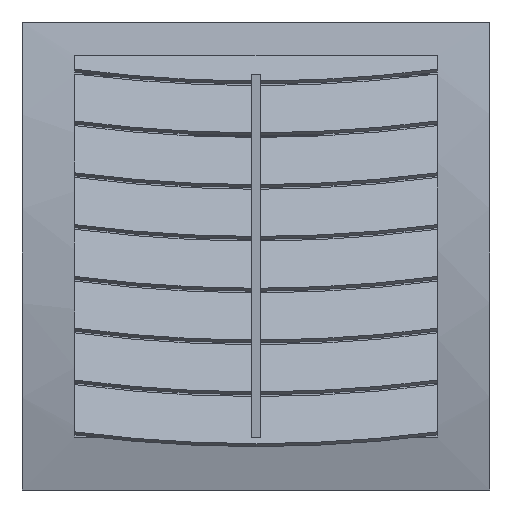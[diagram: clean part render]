
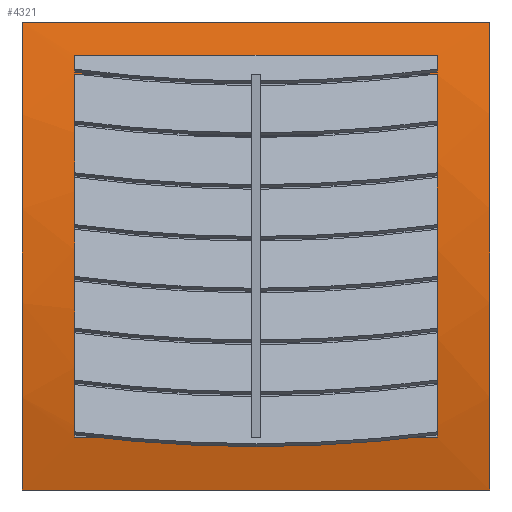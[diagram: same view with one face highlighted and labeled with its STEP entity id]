
A CAD part, front view. The second image highlights one B-rep face of the part: STEP entity #4321.
In plain terms, the highlighted cylindrical face has radius 293.8 mm (diameter 587.6 mm), a partial arc.
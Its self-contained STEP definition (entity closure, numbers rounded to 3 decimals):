
#1182=CARTESIAN_POINT('POINT87',(76.,-15.,-76.));
#1183=VERTEX_POINT('VERTEX87',#1182);
#1184=CARTESIAN_POINT('POINT88',(-76.,-15.,-76.));
#1185=VERTEX_POINT('VERTEX88',#1184);
#1186=CARTESIAN_POINT('POS130',(-76.,-15.,-76.));
#1187=DIRECTION('DIR191',(-1.,0.,
   0.));
#1188=VECTOR('VEC69',#1187,1.);
#1189=LINE('STRAIGHT69',#1186,#1188);
#1190=EDGE_CURVE('EDGE118',#1183,#1185,#1189,.T.);
#1213=CARTESIAN_POINT('POINT89',(-76.,-15.,76.));
#1214=VERTEX_POINT('VERTEX89',#1213);
#1223=CARTESIAN_POINT('POS135',(-76.,268.8,
   0.));
#1224=DIRECTION('DIR197',(1.,0.,0.));
#1225=DIRECTION('DIR198',(0.,-0.966,
   0.259));
#1226=AXIS2_PLACEMENT_3D('AXIS63',#1223,#1224,#1225);
#1227=CIRCLE('ELLIPSE31',#1226,293.8);
#1228=EDGE_CURVE('EDGE122',#1214,#1185,#1227,.T.);
#1248=CARTESIAN_POINT('POINT90',(76.,-15.,76.));
#1249=VERTEX_POINT('VERTEX90',#1248);
#1250=CARTESIAN_POINT('POS137',(76.,-15.,76.));
#1251=DIRECTION('DIR201',(1.,0.,
   0.));
#1252=VECTOR('VEC73',#1251,1.);
#1253=LINE('STRAIGHT73',#1250,#1252);
#1254=EDGE_CURVE('EDGE123',#1214,#1249,#1253,.T.);
#1275=CARTESIAN_POINT('POS140',(76.,268.8,
   0.));
#1276=DIRECTION('DIR205',(-1.,0.,0.));
#1277=DIRECTION('DIR206',(0.,-0.966,
   0.259));
#1278=AXIS2_PLACEMENT_3D('AXIS66',#1275,#1276,#1277);
#1279=CIRCLE('ELLIPSE32',#1278,293.8);
#1280=EDGE_CURVE('EDGE125',#1183,#1249,#1279,.T.);
#1300=CARTESIAN_POINT('POINT93',(1.5,
   -19.035,58.9));
#1301=VERTEX_POINT('VERTEX93',#1300);
#1304=CARTESIAN_POINT('POINT94',(-1.5,-19.035,
   58.9));
#1305=VERTEX_POINT('VERTEX94',#1304);
#1306=CARTESIAN_POINT('POS143',(-76.,-19.035,58.9
   ));
#1307=DIRECTION('DIR210',(1.,0.,0.));
#1308=VECTOR('VEC76',#1307,1.);
#1309=LINE('STRAIGHT76',#1306,#1308);
#1310=EDGE_CURVE('EDGE128',#1305,#1301,#1309,.T.);
#1317=CARTESIAN_POINT('POINT95',(-58.9,-19.412,
   -57.028));
#1318=VERTEX_POINT('VERTEX95',#1317);
#1319=CARTESIAN_POINT('POINT96',(-58.9,-19.781,
   -55.134));
#1320=VERTEX_POINT('VERTEX96',#1319);
#1321=CARTESIAN_POINT('POS144',(-58.9,268.8,
   0.));
#1322=DIRECTION('DIR211',(-1.,0.,
   0.));
#1323=DIRECTION('DIR212',(0.,-0.966,
   0.259));
#1324=AXIS2_PLACEMENT_3D('AXIS68',#1321,#1322,#1323);
#1325=CIRCLE('ELLIPSE33',#1324,293.8);
#1326=EDGE_CURVE('EDGE130',#1318,#1320,#1325,.T.);
#1359=CARTESIAN_POINT('POINT99',(-1.5,-19.035,
   -58.9));
#1360=VERTEX_POINT('VERTEX99',#1359);
#1363=CARTESIAN_POINT('POINT100',(1.5,
   -19.035,-58.9));
#1364=VERTEX_POINT('VERTEX100',#1363);
#1365=CARTESIAN_POINT('POS149',(-76.,-19.035,
   -58.9));
#1366=DIRECTION('DIR218',(-1.,0.,0.));
#1367=VECTOR('VEC80',#1366,1.);
#1368=LINE('STRAIGHT80',#1365,#1367);
#1369=EDGE_CURVE('EDGE135',#1364,#1360,#1368,.T.);
#1376=CARTESIAN_POINT('POINT101',(58.9,-19.781,
   -55.134));
#1377=VERTEX_POINT('VERTEX101',#1376);
#1378=CARTESIAN_POINT('POINT102',(58.9,-19.412,
   -57.028));
#1379=VERTEX_POINT('VERTEX102',#1378);
#1380=CARTESIAN_POINT('POS150',(58.9,268.8,
   0.));
#1381=DIRECTION('DIR219',(1.,0.,
   0.));
#1382=DIRECTION('DIR220',(0.,-0.966,
   0.259));
#1383=AXIS2_PLACEMENT_3D('AXIS70',#1380,#1381,#1382);
#1384=CIRCLE('ELLIPSE34',#1383,293.8);
#1385=EDGE_CURVE('EDGE137',#1377,#1379,#1384,.T.);
#1415=CARTESIAN_POINT('POINT103',(-58.9,-18.384,
   61.997));
#1416=VERTEX_POINT('VERTEX103',#1415);
#1423=CARTESIAN_POINT('POINT104',(58.9,-18.384,
   61.997));
#1424=VERTEX_POINT('VERTEX104',#1423);
#1425=CARTESIAN_POINT('POS156',(-76.,-18.384,
   61.997));
#1426=DIRECTION('DIR227',(-1.,0.,0.));
#1427=VECTOR('VEC85',#1426,1.);
#1428=LINE('STRAIGHT85',#1425,#1427);
#1429=EDGE_CURVE('EDGE142',#1424,#1416,#1428,.T.);
#1453=CARTESIAN_POINT('POINT105',(58.9,-17.681,
   65.168));
#1454=VERTEX_POINT('VERTEX105',#1453);
#1455=CARTESIAN_POINT('POS160',(58.9,
   268.8,0.));
#1456=DIRECTION('DIR232',(1.,0.,0.));
#1457=DIRECTION('DIR233',(0.,-0.966,
   0.259));
#1458=AXIS2_PLACEMENT_3D('AXIS73',#1455,#1456,#1457);
#1459=CIRCLE('ELLIPSE35',#1458,293.8);
#1460=EDGE_CURVE('EDGE145',#1454,#1424,#1459,.T.);
#1484=CARTESIAN_POINT('POINT106',(-58.9,-17.681,
   65.168));
#1485=VERTEX_POINT('VERTEX106',#1484);
#1486=CARTESIAN_POINT('POS163',(-76.,-17.681,
   65.168));
#1487=DIRECTION('DIR236',(1.,0.,0.));
#1488=VECTOR('VEC90',#1487,1.);
#1489=LINE('STRAIGHT90',#1486,#1488);
#1490=EDGE_CURVE('EDGE149',#1485,#1454,#1489,.T.);
#1498=CARTESIAN_POINT('POS164',(-58.9,
   268.8,0.));
#1499=DIRECTION('DIR237',(-1.,0.,0.));
#1500=DIRECTION('DIR238',(0.,-0.966,
   0.259));
#1501=AXIS2_PLACEMENT_3D('AXIS74',#1498,#1499,#1500);
#1502=CIRCLE('ELLIPSE36',#1501,293.8);
#1503=EDGE_CURVE('EDGE151',#1416,#1485,#1502,.T.);
#4274=ORIENTED_EDGE('COEDGE729',*,*,#1503,.T.);
#4275=ORIENTED_EDGE('COEDGE730',*,*,#1490,.T.);
#4276=ORIENTED_EDGE('COEDGE731',*,*,#1460,.T.);
#4277=ORIENTED_EDGE('COEDGE732',*,*,#1429,.T.);
#4278=EDGE_LOOP('NONE',(#4274,#4275,#4276,#4277));
#4279=FACE_BOUND('LOOP1',#4278,.T.);
#4280=CARTESIAN_POINT('POINT301',(58.9,-19.035,
   58.9));
#4281=VERTEX_POINT('VERTEX301',#4280);
#4282=EDGE_CURVE('EDGE443',#4281,#1377,#1384,.T.);
#4283=ORIENTED_EDGE('COEDGE733',*,*,#4282,.T.);
#4284=ORIENTED_EDGE('COEDGE734',*,*,#1385,.T.);
#4285=CARTESIAN_POINT('POINT302',(58.9,-19.035,
   -58.9));
#4286=VERTEX_POINT('VERTEX302',#4285);
#4287=EDGE_CURVE('EDGE444',#1379,#4286,#1384,.T.);
#4288=ORIENTED_EDGE('COEDGE735',*,*,#4287,.T.);
#4289=EDGE_CURVE('EDGE445',#4286,#1364,#1368,.T.);
#4290=ORIENTED_EDGE('COEDGE736',*,*,#4289,.T.);
#4291=ORIENTED_EDGE('COEDGE737',*,*,#1369,.T.);
#4292=CARTESIAN_POINT('POINT303',(-58.9,-19.035,
   -58.9));
#4293=VERTEX_POINT('VERTEX303',#4292);
#4294=EDGE_CURVE('EDGE446',#1360,#4293,#1368,.T.);
#4295=ORIENTED_EDGE('COEDGE738',*,*,#4294,.T.);
#4296=EDGE_CURVE('EDGE447',#4293,#1318,#1325,.T.);
#4297=ORIENTED_EDGE('COEDGE739',*,*,#4296,.T.);
#4298=ORIENTED_EDGE('COEDGE740',*,*,#1326,.T.);
#4299=CARTESIAN_POINT('POINT304',(-58.9,-19.035,
   58.9));
#4300=VERTEX_POINT('VERTEX304',#4299);
#4301=EDGE_CURVE('EDGE448',#1320,#4300,#1325,.T.);
#4302=ORIENTED_EDGE('COEDGE741',*,*,#4301,.T.);
#4303=EDGE_CURVE('EDGE449',#4300,#1305,#1309,.T.);
#4304=ORIENTED_EDGE('COEDGE742',*,*,#4303,.T.);
#4305=ORIENTED_EDGE('COEDGE743',*,*,#1310,.T.);
#4306=EDGE_CURVE('EDGE450',#1301,#4281,#1309,.T.);
#4307=ORIENTED_EDGE('COEDGE744',*,*,#4306,.T.);
#4308=EDGE_LOOP('NONE',(#4283,#4284,#4288,#4290,#4291,#4295,#4297,#4298,
   #4302,#4304,#4305,#4307));
#4309=FACE_BOUND('LOOP1',#4308,.T.);
#4310=ORIENTED_EDGE('COEDGE745',*,*,#1280,.T.);
#4311=ORIENTED_EDGE('COEDGE746',*,*,#1254,.F.);
#4312=ORIENTED_EDGE('COEDGE747',*,*,#1228,.T.);
#4313=ORIENTED_EDGE('COEDGE748',*,*,#1190,.F.);
#4314=EDGE_LOOP('NONE',(#4310,#4311,#4312,#4313));
#4315=FACE_BOUND('LOOP1',#4314,.T.);
#4316=CARTESIAN_POINT('POS458',(-76.,268.8,
   0.));
#4317=DIRECTION('DIR617',(1.,0.,0.));
#4318=DIRECTION('DIR618',(0.,-0.966,
   0.259));
#4319=AXIS2_PLACEMENT_3D('AXIS160',#4316,#4317,#4318);
#4320=CYLINDRICAL_SURFACE('CONE_SURF31',#4319,293.8);
#4321=ADVANCED_FACE('FACE149',(#4279,#4309,#4315),#4320,.T.);
